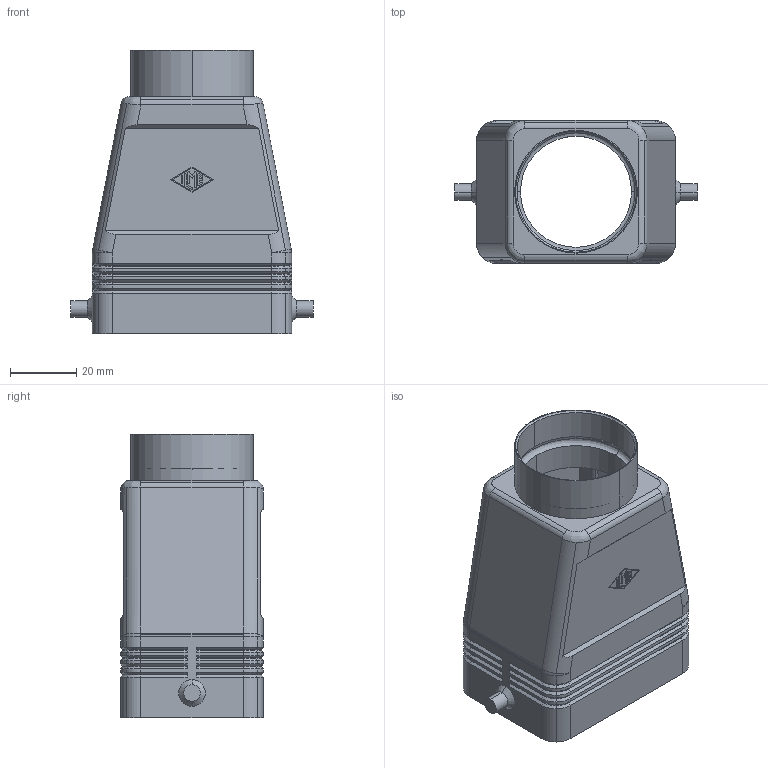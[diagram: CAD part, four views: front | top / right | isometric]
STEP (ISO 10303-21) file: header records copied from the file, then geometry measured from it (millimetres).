
FILE_DESCRIPTION((''),'2;1');
FILE_NAME('CAV 06 L29.stp','2006-12-18T13:47:08',('gembarski'),(''),'Autodesk Inventor 7','Autodesk Inventor 7','');
FILE_SCHEMA(('AUTOMOTIVE_DESIGN { 1 0 10303 214 1 1 1 1 }'));
Length unit declared in the file: millimetre
Products named in the file (1): CAV Tüllengehäuse 1 Bügel für einen Einsatz
Bounding box: 73 x 43 x 85.5 mm (x, y, z)
Volume: 53769.8 mm3; surface area: 30966.2 mm2
Topology: 1 solids, 1 shells, 397 faces, 940 edges, 556 vertices
Faces by surface type: plane 152, cylinder 104, bspline 69, cone 68, sphere 4
Entity records: 12017 total; most frequent: CARTESIAN_POINT 2945, DIRECTION 1910, ORIENTED_EDGE 1864, EDGE_CURVE 932, AXIS2_PLACEMENT_3D 649, VECTOR 612, LINE 612, VERTEX_POINT 556
